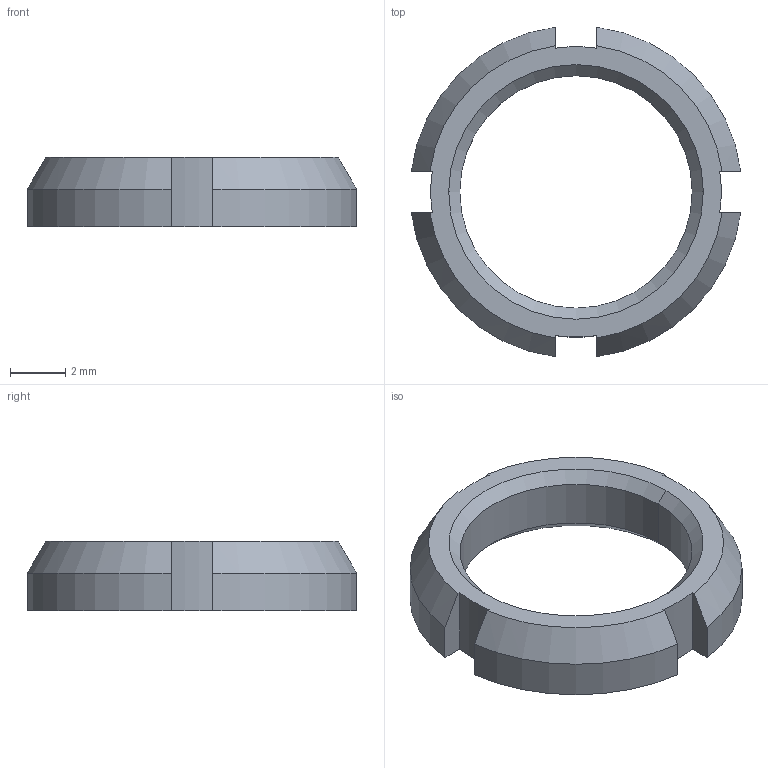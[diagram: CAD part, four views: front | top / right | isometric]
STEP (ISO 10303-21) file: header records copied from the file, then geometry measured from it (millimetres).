
FILE_DESCRIPTION((''),'2;1');
FILE_NAME('LEMO_ECP.0S.302.CLN_Part2.stp','2013-03-20T13:11:41',(''),(''),'Mechanical Desktop 2011','Mechanical Desktop 2011',', , ');
FILE_SCHEMA(('AUTOMOTIVE_DESIGN { 1 2 10303 214 1 1 1 1 }'));
Length unit declared in the file: millimetre
Products named in the file (1): Product
Bounding box: 11.91 x 11.91 x 2.5 mm (x, y, z)
Volume: 117 mm3; surface area: 249.9 mm2
Topology: 1 solids, 1 shells, 28 faces, 74 edges, 48 vertices
Faces by surface type: bspline 18, plane 10
Entity records: 1149 total; most frequent: CARTESIAN_POINT 473, ORIENTED_EDGE 148, DIRECTION 116, EDGE_CURVE 74, VERTEX_POINT 48, AXIS2_PLACEMENT_3D 39, VECTOR 38, LINE 38
